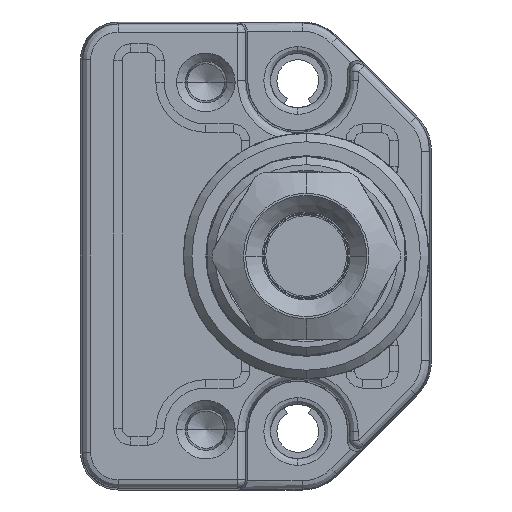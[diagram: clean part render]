
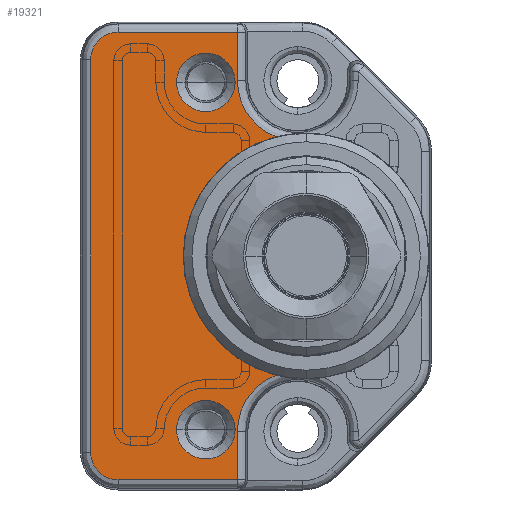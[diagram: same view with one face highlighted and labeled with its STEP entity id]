
A CAD part, left-side view. The second image highlights one B-rep face of the part: STEP entity #19321.
In plain terms, the highlighted planar face has unit normal (-1, 0, 0).
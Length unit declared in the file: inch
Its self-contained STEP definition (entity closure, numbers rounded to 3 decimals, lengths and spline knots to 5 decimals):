
#6159=DIRECTION('',(0.,0.,1.));
#6160=VECTOR('',#6159,0.11381);
#6161=CARTESIAN_POINT('',(-0.51181,0.45723,
-0.5272));
#6162=LINE('',#6161,#6160);
#6163=DIRECTION('',(0.,-1.,0.));
#6164=VECTOR('',#6163,0.28096);
#6165=CARTESIAN_POINT('',(-0.51181,0.73819,
-0.5272));
#6166=LINE('',#6165,#6164);
#6167=CARTESIAN_POINT('',(-0.51181,0.73819,
-0.4626));
#6168=DIRECTION('',(-1.,0.,0.));
#6169=DIRECTION('',(0.,1.,0.));
#6170=AXIS2_PLACEMENT_3D('',#6167,#6168,#6169);
#6172=DIRECTION('',(0.,0.,-1.));
#6173=VECTOR('',#6172,0.9252);
#6174=CARTESIAN_POINT('',(-0.51181,0.80279,
0.4626));
#6175=LINE('',#6174,#6173);
#6176=CARTESIAN_POINT('',(-0.51181,0.73819,
0.4626));
#6177=DIRECTION('',(-1.,0.,0.));
#6178=DIRECTION('',(0.,0.,1.));
#6179=AXIS2_PLACEMENT_3D('',#6176,#6177,#6178);
#6181=DIRECTION('',(0.,1.,0.));
#6182=VECTOR('',#6181,0.28096);
#6183=CARTESIAN_POINT('',(-0.51181,0.45723,
0.5272));
#6184=LINE('',#6183,#6182);
#6185=DIRECTION('',(0.,0.,1.));
#6186=VECTOR('',#6185,0.11381);
#6187=CARTESIAN_POINT('',(-0.51181,0.45723,
0.41339));
#6188=LINE('',#6187,#6186);
#6189=CARTESIAN_POINT('',(-0.51181,0.31496,
0.41339));
#6190=DIRECTION('',(1.,0.,0.));
#6191=DIRECTION('',(0.,0.359,-0.933));
#6192=AXIS2_PLACEMENT_3D('',#6189,#6190,#6191);
#6194=CARTESIAN_POINT('',(-0.51181,0.29528,0.));
#6195=DIRECTION('',(-1.,0.,0.));
#6196=DIRECTION('',(0.,0.244,0.97));
#6197=AXIS2_PLACEMENT_3D('',#6194,#6195,#6196);
#6199=CARTESIAN_POINT('',(-0.51181,0.31496,
-0.41339));
#6200=DIRECTION('',(1.,0.,0.));
#6201=DIRECTION('',(0.,1.,0.));
#6202=AXIS2_PLACEMENT_3D('',#6199,#6200,#6201);
#6204=CARTESIAN_POINT('',(-0.51181,0.5315,
-0.40915));
#6205=DIRECTION('',(1.,0.,0.));
#6206=DIRECTION('',(0.,-1.,0.));
#6207=AXIS2_PLACEMENT_3D('',#6204,#6205,#6206);
#6209=CARTESIAN_POINT('',(-0.51181,0.5315,
-0.40915));
#6210=DIRECTION('',(1.,0.,0.));
#6211=DIRECTION('',(0.,1.,0.));
#6212=AXIS2_PLACEMENT_3D('',#6209,#6210,#6211);
#6214=CARTESIAN_POINT('',(-0.51181,0.5315,
0.40915));
#6215=DIRECTION('',(1.,0.,0.));
#6216=DIRECTION('',(0.,-1.,0.));
#6217=AXIS2_PLACEMENT_3D('',#6214,#6215,#6216);
#6219=CARTESIAN_POINT('',(-0.51181,0.5315,
0.40915));
#6220=DIRECTION('',(1.,0.,0.));
#6221=DIRECTION('',(0.,1.,0.));
#6222=AXIS2_PLACEMENT_3D('',#6219,#6220,#6221);
#10661=CARTESIAN_POINT('',(-0.51181,0.80279,
-0.4626));
#10662=CARTESIAN_POINT('',(-0.51181,0.73819,
-0.5272));
#10663=VERTEX_POINT('',#10661);
#10664=VERTEX_POINT('',#10662);
#10669=CARTESIAN_POINT('',(-0.51181,0.80279,
0.4626));
#10670=VERTEX_POINT('',#10669);
#10673=CARTESIAN_POINT('',(-0.51181,0.73819,
0.5272));
#10674=VERTEX_POINT('',#10673);
#10701=CARTESIAN_POINT('',(-0.51181,0.45723,
-0.5272));
#10702=CARTESIAN_POINT('',(-0.51181,0.45723,
-0.41339));
#10703=VERTEX_POINT('',#10701);
#10704=VERTEX_POINT('',#10702);
#10726=CARTESIAN_POINT('',(-0.51181,0.366,
-0.28059));
#10727=VERTEX_POINT('',#10726);
#10742=CARTESIAN_POINT('',(-0.51181,0.45723,
0.41339));
#10743=CARTESIAN_POINT('',(-0.51181,0.45723,
0.5272));
#10744=VERTEX_POINT('',#10742);
#10745=VERTEX_POINT('',#10743);
#10766=CARTESIAN_POINT('',(-0.51181,0.366,
0.28059));
#10767=VERTEX_POINT('',#10766);
#10810=CARTESIAN_POINT('',(-0.51181,0.4626,
-0.40915));
#10811=CARTESIAN_POINT('',(-0.51181,0.60039,
-0.40915));
#10812=VERTEX_POINT('',#10810);
#10813=VERTEX_POINT('',#10811);
#10818=CARTESIAN_POINT('',(-0.51181,0.4626,
0.40915));
#10819=CARTESIAN_POINT('',(-0.51181,0.60039,
0.40915));
#10820=VERTEX_POINT('',#10818);
#10821=VERTEX_POINT('',#10819);
#19285=CARTESIAN_POINT('',(-0.51181,0.,0.));
#19286=DIRECTION('',(-1.,0.,0.));
#19287=DIRECTION('',(0.,0.,1.));
#19288=AXIS2_PLACEMENT_3D('',#19285,#19286,#19287);
#19289=PLANE('',#19288);
#19291=ORIENTED_EDGE('',*,*,#19290,.F.);
#19293=ORIENTED_EDGE('',*,*,#19292,.F.);
#19295=ORIENTED_EDGE('',*,*,#19294,.F.);
#19297=ORIENTED_EDGE('',*,*,#19296,.F.);
#19299=ORIENTED_EDGE('',*,*,#19298,.F.);
#19301=ORIENTED_EDGE('',*,*,#19300,.F.);
#19302=ORIENTED_EDGE('',*,*,#19276,.F.);
#19303=ORIENTED_EDGE('',*,*,#19234,.F.);
#19304=ORIENTED_EDGE('',*,*,#19191,.T.);
#19306=ORIENTED_EDGE('',*,*,#19305,.F.);
#19307=EDGE_LOOP('',(#19291,#19293,#19295,#19297,#19299,#19301,#19302,#19303,
#19304,#19306));
#19308=FACE_OUTER_BOUND('',#19307,.F.);
#19310=ORIENTED_EDGE('',*,*,#19309,.F.);
#19312=ORIENTED_EDGE('',*,*,#19311,.F.);
#19313=EDGE_LOOP('',(#19310,#19312));
#19314=FACE_BOUND('',#19313,.F.);
#19316=ORIENTED_EDGE('',*,*,#19315,.F.);
#19318=ORIENTED_EDGE('',*,*,#19317,.F.);
#19319=EDGE_LOOP('',(#19316,#19318));
#19320=FACE_BOUND('',#19319,.F.);
#19321=ADVANCED_FACE('',(#19308,#19314,#19320),#19289,.T.);
#6171=CIRCLE('',#6170,0.0646);
#6180=CIRCLE('',#6179,0.0646);
#6193=CIRCLE('',#6192,0.14227);
#6198=CIRCLE('',#6197,0.28937);
#6203=CIRCLE('',#6202,0.14227);
#6208=CIRCLE('',#6207,0.0689);
#6213=CIRCLE('',#6212,0.0689);
#6218=CIRCLE('',#6217,0.0689);
#6223=CIRCLE('',#6222,0.0689);
#19191=EDGE_CURVE('',#10767,#10727,#6198,.T.);
#19234=EDGE_CURVE('',#10767,#10744,#6193,.T.);
#19276=EDGE_CURVE('',#10744,#10745,#6188,.T.);
#19290=EDGE_CURVE('',#10703,#10704,#6162,.T.);
#19292=EDGE_CURVE('',#10664,#10703,#6166,.T.);
#19294=EDGE_CURVE('',#10663,#10664,#6171,.T.);
#19296=EDGE_CURVE('',#10670,#10663,#6175,.T.);
#19298=EDGE_CURVE('',#10674,#10670,#6180,.T.);
#19300=EDGE_CURVE('',#10745,#10674,#6184,.T.);
#19305=EDGE_CURVE('',#10704,#10727,#6203,.T.);
#19309=EDGE_CURVE('',#10812,#10813,#6208,.T.);
#19311=EDGE_CURVE('',#10813,#10812,#6213,.T.);
#19315=EDGE_CURVE('',#10820,#10821,#6218,.T.);
#19317=EDGE_CURVE('',#10821,#10820,#6223,.T.);
